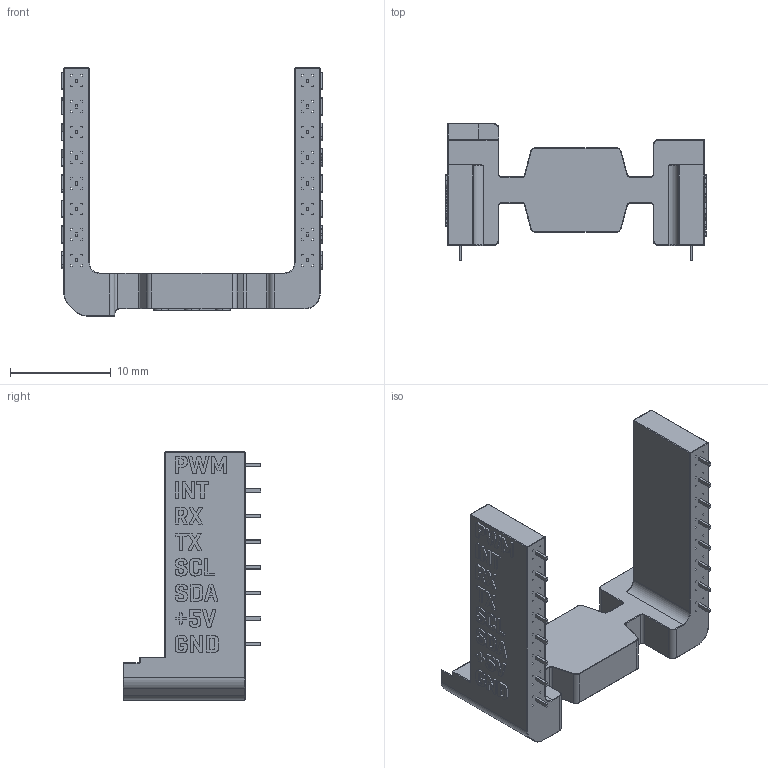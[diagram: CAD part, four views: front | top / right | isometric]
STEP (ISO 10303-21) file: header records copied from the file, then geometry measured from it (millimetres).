
FILE_DESCRIPTION(/* description */ (''),/* implementation_level */ '2;1');
FILE_NAME(/* name */ 'mikroBUS_ThruHole_Gray.step',/* time_stamp */ '2023-10-03T20:38:27+02:00',/* author */ (''),/* organization */ (''),/* preprocessor_version */ 'ST-DEVELOPER v20',/* originating_system */ 'Autodesk Translation Framework v12.14.0.127',/* authorisation */ '');
FILE_SCHEMA (('AUTOMOTIVE_DESIGN { 1 0 10303 214 3 1 1 }'));
Length unit declared in the file: millimetre
Products named in the file (1): mikroBUS_ThruHole_Gray
Bounding box: 25.8 x 13.6 x 24.58 mm (x, y, z)
Volume: 1426.2 mm3; surface area: 2389.1 mm2
Topology: 50 solids, 51 shells, 1634 faces, 4508 edges, 2926 vertices
Faces by surface type: plane 969, bspline 516, cylinder 91, torus 45, sphere 13
Full cylindrical faces by diameter (mm): 0.5 x1
Entity records: 55940 total; most frequent: CARTESIAN_POINT 15838, ORIENTED_EDGE 8980, DIRECTION 6052, EDGE_CURVE 4490, LINE 3234, VECTOR 3234, VERTEX_POINT 2926, EDGE_LOOP 1750
